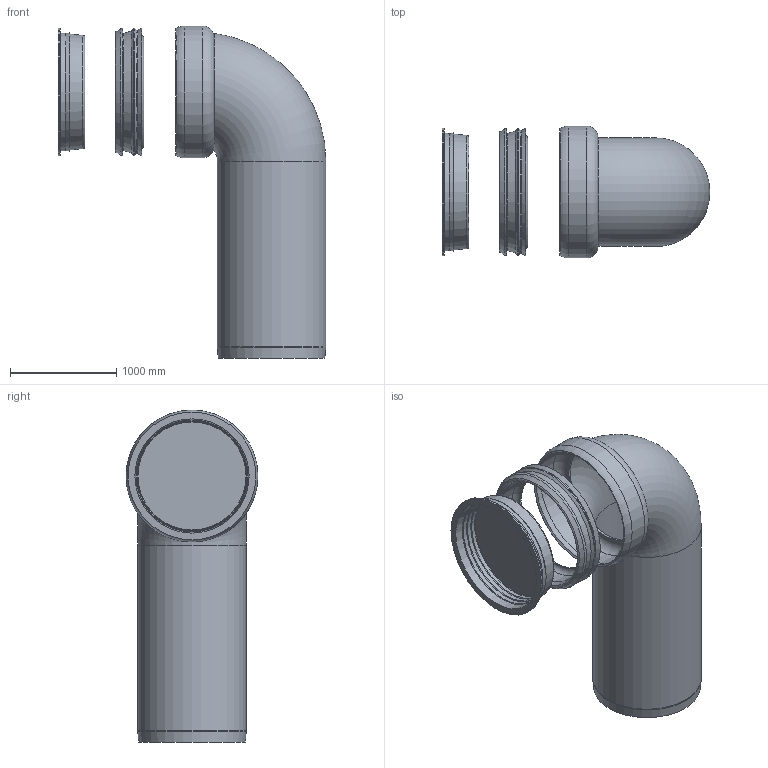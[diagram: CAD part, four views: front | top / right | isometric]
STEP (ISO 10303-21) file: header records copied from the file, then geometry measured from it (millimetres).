
FILE_DESCRIPTION(/* description */ (''),/* implementation_level */ '2;1');
FILE_NAME(/* name */ '00301.100X_3D.stp',/* time_stamp */ '2025-05-06T14:54:35+02:00',/* author */ ('N.Hausmann'),/* organization */ (''),/* preprocessor_version */ 'ST-DEVELOPER v20',/* originating_system */ 'AutoCAD Mechanical',/* authorisation */ '');
FILE_SCHEMA (('AUTOMOTIVE_DESIGN { 1 0 10303 214 3 1 1 }'));
Length unit declared in the file: centimetre
Products named in the file (2): Product; *S2
Assembly tree (1 placements, depth 2):
  Product
    *S2
Bounding box: 2515 x 1240 x 3120 mm (x, y, z)
Volume: 289745773.9 mm3; surface area: 27649334.4 mm2
Topology: 5 solids, 5 shells, 62 faces, 136 edges, 88 vertices
Faces by surface type: cone 19, torus 19, plane 14, cylinder 10
Full cylindrical faces by diameter (mm): 950 x1, 958.389 x1, 980 x1, 1020 x1, 1050 x1, 1155 x1, 1195 x1, 1200 x2, 1240 x1
Entity records: 2090 total; most frequent: CARTESIAN_POINT 557, DIRECTION 365, ORIENTED_EDGE 272, AXIS2_PLACEMENT_3D 168, EDGE_CURVE 136, CIRCLE 103, VERTEX_POINT 88, EDGE_LOOP 74
